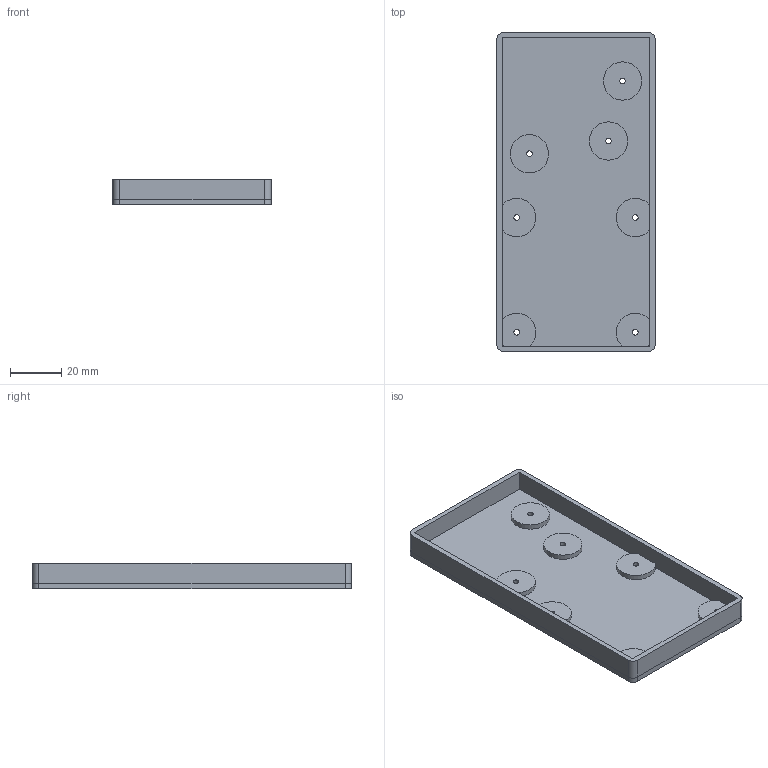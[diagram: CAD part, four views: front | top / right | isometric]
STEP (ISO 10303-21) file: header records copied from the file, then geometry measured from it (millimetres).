
FILE_DESCRIPTION(('FreeCAD Model'),'2;1');
FILE_NAME('Open CASCADE Shape Model','2025-02-21T00:46:46',(''),(''), 'Open CASCADE STEP processor 7.7','FreeCAD','Unknown');
FILE_SCHEMA(('AUTOMOTIVE_DESIGN { 1 0 10303 214 1 1 1 1 }'));
Length unit declared in the file: millimetre
Products named in the file (1): housing
Bounding box: 62 x 125 x 10.1 mm (x, y, z)
Volume: 23443.7 mm3; surface area: 22778.9 mm2
Topology: 1 solids, 1 shells, 99 faces, 252 edges, 166 vertices
Faces by surface type: plane 73, cylinder 26
Full cylindrical faces by diameter (mm): 2.2 x7, 15 x3
Entity records: 3018 total; most frequent: CARTESIAN_POINT 518, ORIENTED_EDGE 504, DIRECTION 500, EDGE_CURVE 252, LINE 204, VECTOR 204, VERTEX_POINT 166, AXIS2_PLACEMENT_3D 148
